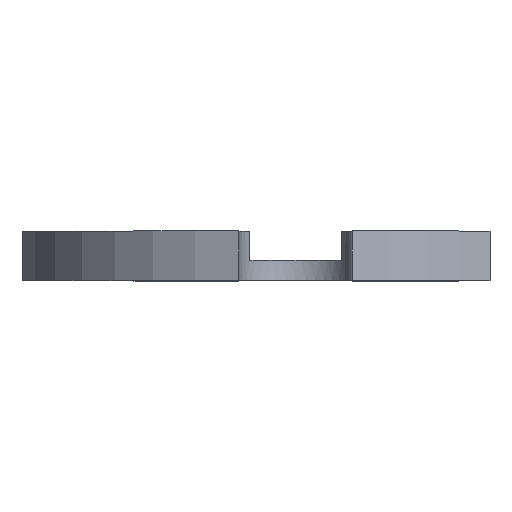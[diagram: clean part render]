
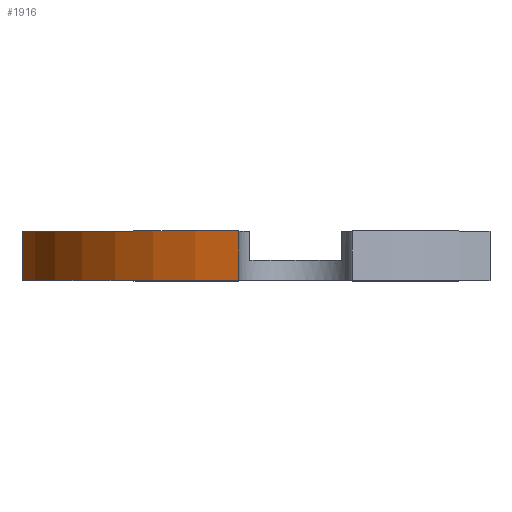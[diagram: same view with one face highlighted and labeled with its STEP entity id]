
A CAD part, top view. The second image highlights one B-rep face of the part: STEP entity #1916.
In plain terms, the highlighted cylindrical face has radius 21 mm (diameter 42 mm), a partial arc.
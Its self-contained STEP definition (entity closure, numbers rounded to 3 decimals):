
#9 = EDGE_LOOP ( 'NONE', ( #266, #412, #314, #1375 ) ) ;
#11 = CIRCLE ( 'NONE', #640, 21. ) ;
#38 = DIRECTION ( 'NONE',  ( 0., 1., 0. ) ) ;
#110 = VERTEX_POINT ( 'NONE', #369 ) ;
#139 = AXIS2_PLACEMENT_3D ( 'NONE', #837, #164, #2222 ) ;
#153 = LINE ( 'NONE', #1374, #1897 ) ;
#164 = DIRECTION ( 'NONE',  ( 0., -1., 0. ) ) ;
#166 = CIRCLE ( 'NONE', #1003, 21. ) ;
#200 = DIRECTION ( 'NONE',  ( 0.663, 0., 0.749 ) ) ;
#232 = CARTESIAN_POINT ( 'NONE',  ( 0., 3.7, 0. ) ) ;
#266 = ORIENTED_EDGE ( 'NONE', *, *, #1476, .F. ) ;
#284 = CARTESIAN_POINT ( 'NONE',  ( -4.25, 3.7, 20.565 ) ) ;
#314 = ORIENTED_EDGE ( 'NONE', *, *, #1472, .T. ) ;
#335 = DIRECTION ( 'NONE',  ( 0., -1., 0. ) ) ;
#369 = CARTESIAN_POINT ( 'NONE',  ( -20.565, 0., 4.25 ) ) ;
#412 = ORIENTED_EDGE ( 'NONE', *, *, #606, .T. ) ;
#528 = VERTEX_POINT ( 'NONE', #1126 ) ;
#606 = EDGE_CURVE ( 'NONE', #1237, #110, #1553, .T. ) ;
#640 = AXIS2_PLACEMENT_3D ( 'NONE', #1783, #1238, #1593 ) ;
#689 = CARTESIAN_POINT ( 'NONE',  ( -20.565, 3.7, 4.25 ) ) ;
#837 = CARTESIAN_POINT ( 'NONE',  ( 0., 1.5, 0. ) ) ;
#999 = CYLINDRICAL_SURFACE ( 'NONE', #139, 21. ) ;
#1003 = AXIS2_PLACEMENT_3D ( 'NONE', #232, #38, #200 ) ;
#1005 = CARTESIAN_POINT ( 'NONE',  ( -20.565, 1.5, 4.25 ) ) ;
#1126 = CARTESIAN_POINT ( 'NONE',  ( -4.25, 0., 20.565 ) ) ;
#1237 = VERTEX_POINT ( 'NONE', #689 ) ;
#1238 = DIRECTION ( 'NONE',  ( 0., 1., 0. ) ) ;
#1332 = DIRECTION ( 'NONE',  ( 0., -1., 0. ) ) ;
#1353 = FACE_OUTER_BOUND ( 'NONE', #9, .T. ) ;
#1374 = CARTESIAN_POINT ( 'NONE',  ( -4.25, 1.5, 20.565 ) ) ;
#1375 = ORIENTED_EDGE ( 'NONE', *, *, #1990, .F. ) ;
#1391 = VECTOR ( 'NONE', #335, 1000. ) ;
#1472 = EDGE_CURVE ( 'NONE', #110, #528, #11, .T. ) ;
#1476 = EDGE_CURVE ( 'NONE', #1237, #1852, #166, .T. ) ;
#1553 = LINE ( 'NONE', #1005, #1391 ) ;
#1593 = DIRECTION ( 'NONE',  ( 0.663, 0., 0.749 ) ) ;
#1783 = CARTESIAN_POINT ( 'NONE',  ( 0., 0., 0. ) ) ;
#1852 = VERTEX_POINT ( 'NONE', #284 ) ;
#1897 = VECTOR ( 'NONE', #1332, 1000. ) ;
#1916 = ADVANCED_FACE ( 'NONE', ( #1353 ), #999, .T. ) ;
#1990 = EDGE_CURVE ( 'NONE', #1852, #528, #153, .T. ) ;
#2222 = DIRECTION ( 'NONE',  ( -0.663, 0., -0.749 ) ) ;
